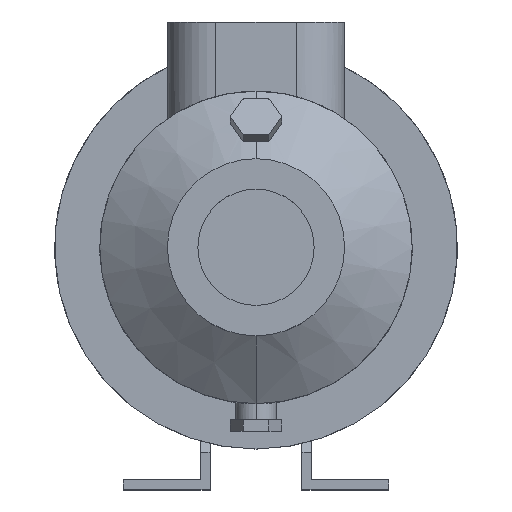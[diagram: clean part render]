
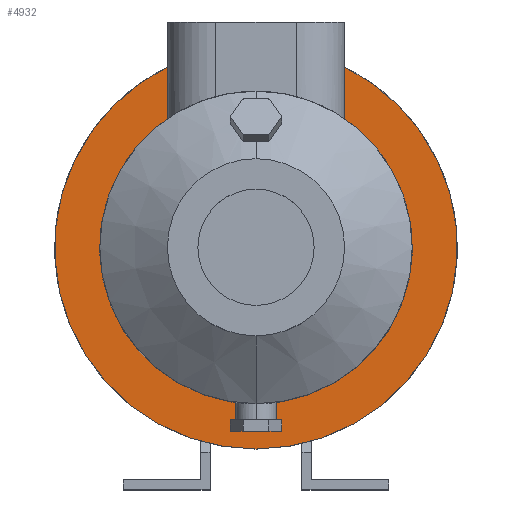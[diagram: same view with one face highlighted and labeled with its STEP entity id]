
A CAD part, top view. The second image highlights one B-rep face of the part: STEP entity #4932.
In plain terms, the highlighted planar face has unit normal (0, 0, 1).
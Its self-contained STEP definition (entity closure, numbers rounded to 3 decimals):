
#100 = CARTESIAN_POINT ( 'NONE',  ( 0., -97., -43. ) ) ;
#379 = CIRCLE ( 'NONE', #8228, 125. ) ;
#399 = DIRECTION ( 'NONE',  ( 0., 0., -1. ) ) ;
#412 = ORIENTED_EDGE ( 'NONE', *, *, #6820, .T. ) ;
#447 = EDGE_CURVE ( 'NONE', #10181, #7990, #10375, .T. ) ;
#693 = AXIS2_PLACEMENT_3D ( 'NONE', #10491, #9470, #7460 ) ;
#1079 = DIRECTION ( 'NONE',  ( 0., 1., 0. ) ) ;
#1560 = DIRECTION ( 'NONE',  ( 0., 1., 0. ) ) ;
#1790 = DIRECTION ( 'NONE',  ( 0., 0., -1. ) ) ;
#2338 = LINE ( 'NONE', #5310, #10991 ) ;
#2733 = CIRCLE ( 'NONE', #7489, 125. ) ;
#3186 = CARTESIAN_POINT ( 'NONE',  ( -55., 112.25, -43. ) ) ;
#3415 = CARTESIAN_POINT ( 'NONE',  ( 0., 0., -43. ) ) ;
#3677 = CIRCLE ( 'NONE', #4096, 97. ) ;
#4096 = AXIS2_PLACEMENT_3D ( 'NONE', #3415, #7364, #11307 ) ;
#4815 = CARTESIAN_POINT ( 'NONE',  ( 0., 97., -43. ) ) ;
#4932 = ADVANCED_FACE ( 'NONE', ( #8697 ), #11613, .T. ) ;
#4999 = ORIENTED_EDGE ( 'NONE', *, *, #7020, .F. ) ;
#5310 = CARTESIAN_POINT ( 'NONE',  ( -55., -125.002, -43. ) ) ;
#5586 = DIRECTION ( 'NONE',  ( 0., 1., 0. ) ) ;
#5628 = CARTESIAN_POINT ( 'NONE',  ( 55., 112.25, -43. ) ) ;
#5854 = DIRECTION ( 'NONE',  ( 0., -1., 0. ) ) ;
#6270 = CIRCLE ( 'NONE', #693, 97. ) ;
#6820 = EDGE_CURVE ( 'NONE', #10181, #7043, #3677, .T. ) ;
#7020 = EDGE_CURVE ( 'NONE', #10922, #7754, #379, .T. ) ;
#7043 = VERTEX_POINT ( 'NONE', #100 ) ;
#7215 = ORIENTED_EDGE ( 'NONE', *, *, #9290, .T. ) ;
#7290 = EDGE_LOOP ( 'NONE', ( #9778, #7884, #412, #11993, #7215, #4999 ) ) ;
#7364 = DIRECTION ( 'NONE',  ( 0., 0., -1. ) ) ;
#7460 = DIRECTION ( 'NONE',  ( 0., 1., 0. ) ) ;
#7489 = AXIS2_PLACEMENT_3D ( 'NONE', #8220, #399, #10413 ) ;
#7754 = VERTEX_POINT ( 'NONE', #3186 ) ;
#7884 = ORIENTED_EDGE ( 'NONE', *, *, #447, .F. ) ;
#7990 = VERTEX_POINT ( 'NONE', #5628 ) ;
#8220 = CARTESIAN_POINT ( 'NONE',  ( 0., 0., -43. ) ) ;
#8228 = AXIS2_PLACEMENT_3D ( 'NONE', #10709, #1790, #1079 ) ;
#8502 = CARTESIAN_POINT ( 'NONE',  ( 55., 79.9, -43. ) ) ;
#8697 = FACE_OUTER_BOUND ( 'NONE', #7290, .T. ) ;
#8873 = VERTEX_POINT ( 'NONE', #11033 ) ;
#9003 = CARTESIAN_POINT ( 'NONE',  ( 0., -125., -43. ) ) ;
#9278 = EDGE_CURVE ( 'NONE', #7990, #10922, #2733, .T. ) ;
#9290 = EDGE_CURVE ( 'NONE', #8873, #7754, #2338, .T. ) ;
#9470 = DIRECTION ( 'NONE',  ( 0., 0., -1. ) ) ;
#9778 = ORIENTED_EDGE ( 'NONE', *, *, #9278, .F. ) ;
#10181 = VERTEX_POINT ( 'NONE', #8502 ) ;
#10375 = LINE ( 'NONE', #12400, #10603 ) ;
#10413 = DIRECTION ( 'NONE',  ( 0., 1., 0. ) ) ;
#10491 = CARTESIAN_POINT ( 'NONE',  ( 0., 0., -43. ) ) ;
#10569 = DIRECTION ( 'NONE',  ( 0., 0., 1. ) ) ;
#10603 = VECTOR ( 'NONE', #5586, 1000. ) ;
#10623 = EDGE_CURVE ( 'NONE', #7043, #8873, #6270, .T. ) ;
#10709 = CARTESIAN_POINT ( 'NONE',  ( 0., 0., -43. ) ) ;
#10873 = AXIS2_PLACEMENT_3D ( 'NONE', #4815, #10569, #5854 ) ;
#10922 = VERTEX_POINT ( 'NONE', #9003 ) ;
#10991 = VECTOR ( 'NONE', #1560, 1000. ) ;
#11033 = CARTESIAN_POINT ( 'NONE',  ( -55., 79.9, -43. ) ) ;
#11307 = DIRECTION ( 'NONE',  ( 0., 1., 0. ) ) ;
#11613 = PLANE ( 'NONE',  #10873 ) ;
#11993 = ORIENTED_EDGE ( 'NONE', *, *, #10623, .T. ) ;
#12400 = CARTESIAN_POINT ( 'NONE',  ( 55., -125.002, -43. ) ) ;
